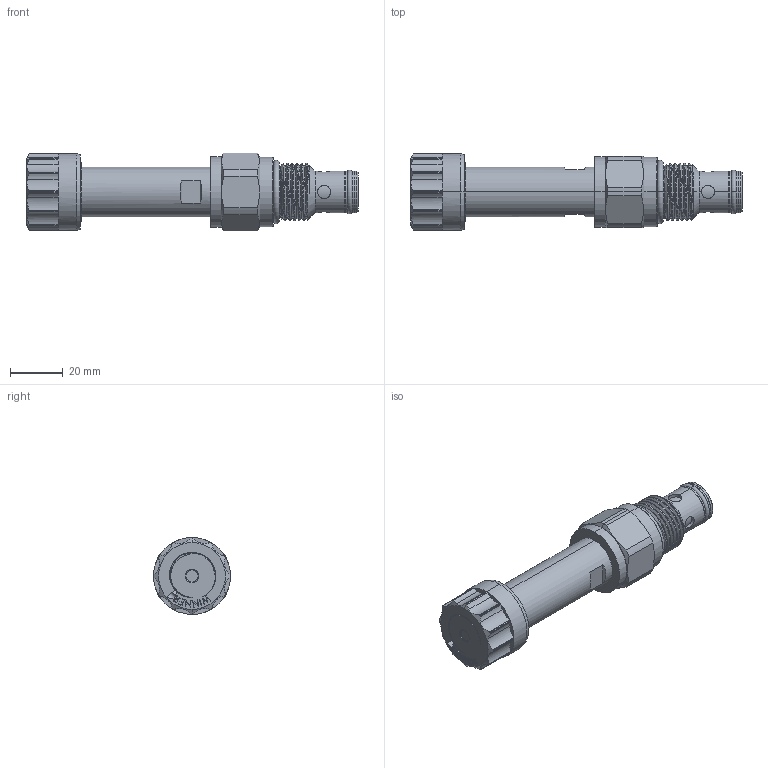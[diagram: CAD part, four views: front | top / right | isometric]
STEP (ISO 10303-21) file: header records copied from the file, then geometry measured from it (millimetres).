
FILE_DESCRIPTION (( 'STEP AP203' ), '1' );
FILE_NAME ('PEP10W2D02P0450.STEP', '2024-01-30T03:04:36', ( '' ), ( '' ), 'SwSTEP 2.0', 'SolidWorks 2018', '' );
FILE_SCHEMA (( 'CONFIG_CONTROL_DESIGN' ));
Length unit declared in the file: millimetre
Products named in the file (1): PEP10W2D02P0450
Bounding box: 126.2 x 29.2 x 29.6 mm (x, y, z)
Volume: 49210.1 mm3; surface area: 11786.2 mm2
Topology: 1 solids, 1 shells, 273 faces, 698 edges, 454 vertices
Faces by surface type: cylinder 116, plane 110, cone 24, bspline 15, torus 8
Entity records: 13289 total; most frequent: CARTESIAN_POINT 6794, ORIENTED_EDGE 1396, DIRECTION 1263, EDGE_CURVE 698, AXIS2_PLACEMENT_3D 457, VERTEX_POINT 454, VECTOR 349, LINE 349
